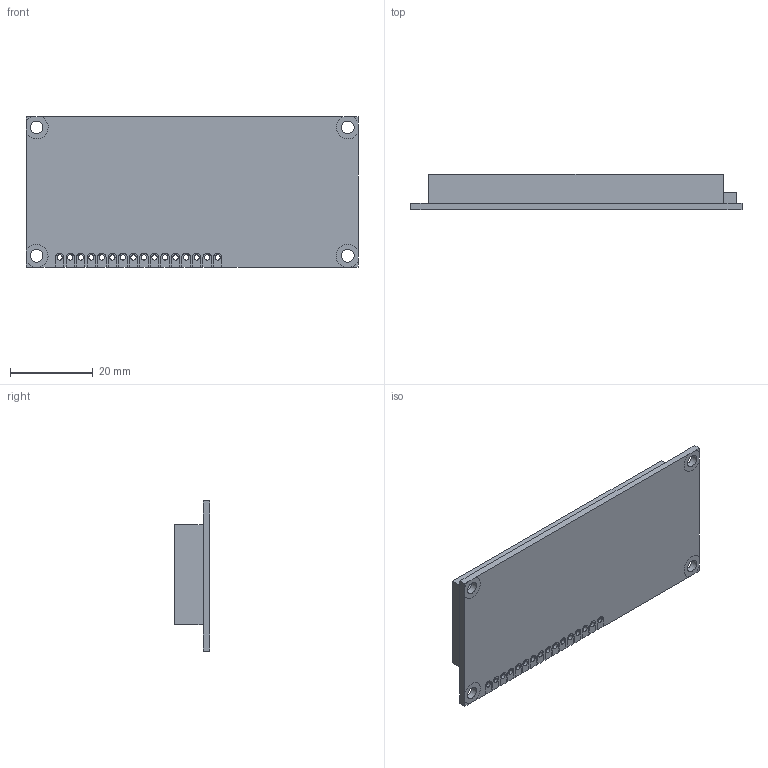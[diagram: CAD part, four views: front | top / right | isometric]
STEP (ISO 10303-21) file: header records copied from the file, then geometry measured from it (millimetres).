
FILE_DESCRIPTION(/* description */ (''),/* implementation_level */ '2;1');
FILE_NAME(/* name */ '1602A - 16x2 LCD.stp',/* time_stamp */ '2019-08-30T16:16:04-04:00',/* author */ ('s.ritter'),/* organization */ (''),/* preprocessor_version */ 'ST-DEVELOPER v16.13',/* originating_system */ 'Autodesk Inventor 2018',/* authorisation */ '');
FILE_SCHEMA (('AUTOMOTIVE_DESIGN { 1 0 10303 214 3 1 1 }'));
Length unit declared in the file: inch
Products named in the file (1): 1602A - 16x2 LCD
Bounding box: 80.06 x 8.59 x 36.27 mm (x, y, z)
Volume: 16006.6 mm3; surface area: 7696.6 mm2
Topology: 1 solids, 1 shells, 88 faces, 336 edges, 252 vertices
Faces by surface type: plane 68, cylinder 20
Full cylindrical faces by diameter (mm): 1.27 x16, 3.048 x4
Entity records: 3589 total; most frequent: CARTESIAN_POINT 617, ORIENTED_EDGE 592, DIRECTION 562, EDGE_CURVE 296, VERTEX_POINT 232, LINE 208, VECTOR 208, AXIS2_PLACEMENT_3D 177
